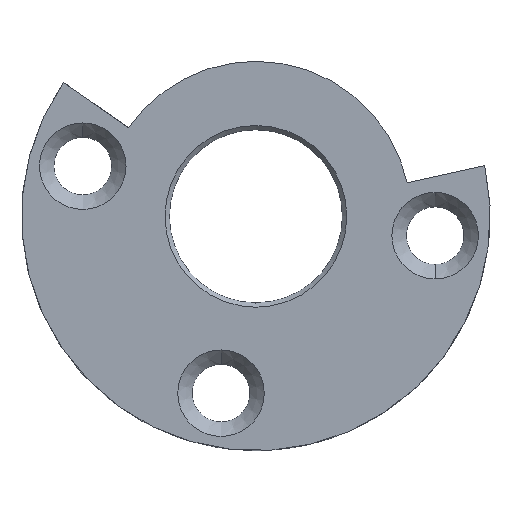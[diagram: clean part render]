
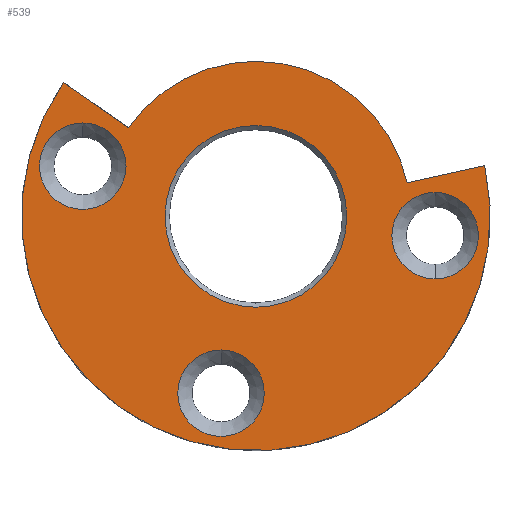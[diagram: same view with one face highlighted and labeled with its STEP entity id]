
A CAD part, left-side view. The second image highlights one B-rep face of the part: STEP entity #539.
In plain terms, the highlighted planar face has unit normal (-1, 0, 0).
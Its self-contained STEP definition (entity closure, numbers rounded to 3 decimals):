
#15 = EDGE_CURVE ( 'NONE', #1015, #297, #797, .T. ) ;
#37 = CIRCLE ( 'NONE', #938, 6.3 ) ;
#40 = ORIENTED_EDGE ( 'NONE', *, *, #710, .F. ) ;
#43 = CIRCLE ( 'NONE', #917, 3. ) ;
#46 = EDGE_CURVE ( 'NONE', #313, #123, #149, .T. ) ;
#61 = VERTEX_POINT ( 'NONE', #817 ) ;
#68 = CARTESIAN_POINT ( 'NONE',  ( 0., 2.419, -15.264 ) ) ;
#78 = DIRECTION ( 'NONE',  ( 0., 0., -1. ) ) ;
#88 = AXIS2_PLACEMENT_3D ( 'NONE', #556, #497, #967 ) ;
#91 = ORIENTED_EDGE ( 'NONE', *, *, #380, .F. ) ;
#95 = CARTESIAN_POINT ( 'NONE',  ( 0., 0., 6.3 ) ) ;
#98 = CARTESIAN_POINT ( 'NONE',  ( 0., -10.495, 2.328 ) ) ;
#123 = VERTEX_POINT ( 'NONE', #897 ) ;
#124 = ORIENTED_EDGE ( 'NONE', *, *, #788, .T. ) ;
#135 = ORIENTED_EDGE ( 'NONE', *, *, #46, .F. ) ;
#137 = FACE_BOUND ( 'NONE', #285, .T. ) ;
#142 = DIRECTION ( 'NONE',  ( 0., 0., -1. ) ) ;
#148 = DIRECTION ( 'NONE',  ( 1., 0., 0. ) ) ;
#149 = CIRCLE ( 'NONE', #607, 10.75 ) ;
#157 = EDGE_CURVE ( 'NONE', #557, #544, #990, .T. ) ;
#162 = DIRECTION ( 'NONE',  ( 1., 0., 0. ) ) ;
#166 = CIRCLE ( 'NONE', #757, 10.75 ) ;
#169 = CARTESIAN_POINT ( 'NONE',  ( 0., -12.428, -1.341 ) ) ;
#174 = CARTESIAN_POINT ( 'NONE',  ( 0., 0., 0. ) ) ;
#196 = AXIS2_PLACEMENT_3D ( 'NONE', #572, #1032, #312 ) ;
#212 = CIRCLE ( 'NONE', #88, 6.3 ) ;
#217 = ORIENTED_EDGE ( 'NONE', *, *, #908, .T. ) ;
#219 = DIRECTION ( 'NONE',  ( 1., 0., 0. ) ) ;
#222 = EDGE_CURVE ( 'NONE', #297, #1015, #43, .T. ) ;
#226 = AXIS2_PLACEMENT_3D ( 'NONE', #873, #323, #142 ) ;
#241 = AXIS2_PLACEMENT_3D ( 'NONE', #819, #906, #417 ) ;
#253 = VERTEX_POINT ( 'NONE', #468 ) ;
#259 = CARTESIAN_POINT ( 'NONE',  ( 0., 8.825, 6.138 ) ) ;
#285 = EDGE_LOOP ( 'NONE', ( #217, #603 ) ) ;
#296 = DIRECTION ( 'NONE',  ( 0., 0., -1. ) ) ;
#297 = VERTEX_POINT ( 'NONE', #68 ) ;
#308 = VECTOR ( 'NONE', #985, 1000. ) ;
#312 = DIRECTION ( 'NONE',  ( 0., 0., -1. ) ) ;
#313 = VERTEX_POINT ( 'NONE', #488 ) ;
#317 = FACE_BOUND ( 'NONE', #1009, .T. ) ;
#321 = DIRECTION ( 'NONE',  ( 0., 0., -1. ) ) ;
#323 = DIRECTION ( 'NONE',  ( 1., 0., 0. ) ) ;
#331 = FACE_BOUND ( 'NONE', #693, .T. ) ;
#352 = LINE ( 'NONE', #259, #308 ) ;
#380 = EDGE_CURVE ( 'NONE', #730, #441, #686, .T. ) ;
#417 = DIRECTION ( 'NONE',  ( 0., 0., -1. ) ) ;
#441 = VERTEX_POINT ( 'NONE', #588 ) ;
#448 = VERTEX_POINT ( 'NONE', #95 ) ;
#468 = CARTESIAN_POINT ( 'NONE',  ( 0., 12.006, 6.478 ) ) ;
#474 = PLANE ( 'NONE',  #581 ) ;
#476 = VERTEX_POINT ( 'NONE', #980 ) ;
#488 = CARTESIAN_POINT ( 'NONE',  ( 0., 0., 10.75 ) ) ;
#492 = CARTESIAN_POINT ( 'NONE',  ( 0., 12.006, 3.478 ) ) ;
#496 = EDGE_CURVE ( 'NONE', #441, #61, #352, .T. ) ;
#497 = DIRECTION ( 'NONE',  ( 1., 0., 0. ) ) ;
#505 = AXIS2_PLACEMENT_3D ( 'NONE', #492, #148, #78 ) ;
#515 = DIRECTION ( 'NONE',  ( 1., 0., 0. ) ) ;
#516 = LINE ( 'NONE', #98, #957 ) ;
#520 = AXIS2_PLACEMENT_3D ( 'NONE', #169, #550, #887 ) ;
#521 = DIRECTION ( 'NONE',  ( 0., 0., -1. ) ) ;
#531 = ORIENTED_EDGE ( 'NONE', *, *, #982, .F. ) ;
#532 = AXIS2_PLACEMENT_3D ( 'NONE', #667, #515, #1000 ) ;
#539 = ADVANCED_FACE ( 'NONE', ( #137, #331, #317, #564, #552 ), #474, .F. ) ;
#544 = VERTEX_POINT ( 'NONE', #558 ) ;
#550 = DIRECTION ( 'NONE',  ( 1., 0., 0. ) ) ;
#552 = FACE_OUTER_BOUND ( 'NONE', #713, .T. ) ;
#556 = CARTESIAN_POINT ( 'NONE',  ( 0., 0., 0. ) ) ;
#557 = VERTEX_POINT ( 'NONE', #1037 ) ;
#558 = CARTESIAN_POINT ( 'NONE',  ( 0., -12.428, -4.341 ) ) ;
#564 = FACE_BOUND ( 'NONE', #685, .T. ) ;
#572 = CARTESIAN_POINT ( 'NONE',  ( 0., 0., 0. ) ) ;
#581 = AXIS2_PLACEMENT_3D ( 'NONE', #636, #706, #876 ) ;
#585 = DIRECTION ( 'NONE',  ( 1., 0., 0. ) ) ;
#588 = CARTESIAN_POINT ( 'NONE',  ( 0., 13.34, 9.279 ) ) ;
#601 = CARTESIAN_POINT ( 'NONE',  ( 0., -15.864, 3.519 ) ) ;
#603 = ORIENTED_EDGE ( 'NONE', *, *, #834, .T. ) ;
#607 = AXIS2_PLACEMENT_3D ( 'NONE', #640, #162, #321 ) ;
#615 = ORIENTED_EDGE ( 'NONE', *, *, #15, .T. ) ;
#621 = CARTESIAN_POINT ( 'NONE',  ( 0., 0., 0. ) ) ;
#636 = CARTESIAN_POINT ( 'NONE',  ( 0., 0., 0. ) ) ;
#640 = CARTESIAN_POINT ( 'NONE',  ( 0., 0., 0. ) ) ;
#653 = CIRCLE ( 'NONE', #226, 3. ) ;
#667 = CARTESIAN_POINT ( 'NONE',  ( 0., -12.428, -1.341 ) ) ;
#675 = CARTESIAN_POINT ( 'NONE',  ( 0., 2.419, -12.264 ) ) ;
#685 = EDGE_LOOP ( 'NONE', ( #615, #1040 ) ) ;
#686 = CIRCLE ( 'NONE', #196, 16.25 ) ;
#693 = EDGE_LOOP ( 'NONE', ( #1006, #853 ) ) ;
#706 = DIRECTION ( 'NONE',  ( 1., 0., 0. ) ) ;
#710 = EDGE_CURVE ( 'NONE', #61, #313, #166, .T. ) ;
#713 = EDGE_LOOP ( 'NONE', ( #40, #1039, #91, #531, #135 ) ) ;
#730 = VERTEX_POINT ( 'NONE', #601 ) ;
#732 = CARTESIAN_POINT ( 'NONE',  ( 0., 0., -6.3 ) ) ;
#746 = DIRECTION ( 'NONE',  ( 1., 0., 0. ) ) ;
#757 = AXIS2_PLACEMENT_3D ( 'NONE', #621, #219, #296 ) ;
#788 = EDGE_CURVE ( 'NONE', #544, #557, #839, .T. ) ;
#797 = CIRCLE ( 'NONE', #241, 3. ) ;
#804 = EDGE_CURVE ( 'NONE', #253, #476, #975, .T. ) ;
#810 = EDGE_CURVE ( 'NONE', #476, #253, #653, .T. ) ;
#817 = CARTESIAN_POINT ( 'NONE',  ( 0., 8.825, 6.138 ) ) ;
#819 = CARTESIAN_POINT ( 'NONE',  ( 0., 2.419, -12.264 ) ) ;
#833 = DIRECTION ( 'NONE',  ( 0., -0.976, 0.217 ) ) ;
#834 = EDGE_CURVE ( 'NONE', #886, #448, #212, .T. ) ;
#837 = CARTESIAN_POINT ( 'NONE',  ( 0., 2.419, -9.264 ) ) ;
#839 = CIRCLE ( 'NONE', #520, 3. ) ;
#853 = ORIENTED_EDGE ( 'NONE', *, *, #810, .T. ) ;
#866 = ORIENTED_EDGE ( 'NONE', *, *, #157, .T. ) ;
#873 = CARTESIAN_POINT ( 'NONE',  ( 0., 12.006, 3.478 ) ) ;
#876 = DIRECTION ( 'NONE',  ( 0., 0., -1. ) ) ;
#886 = VERTEX_POINT ( 'NONE', #732 ) ;
#887 = DIRECTION ( 'NONE',  ( 0., 0., -1. ) ) ;
#897 = CARTESIAN_POINT ( 'NONE',  ( 0., -10.495, 2.328 ) ) ;
#906 = DIRECTION ( 'NONE',  ( 1., 0., 0. ) ) ;
#908 = EDGE_CURVE ( 'NONE', #448, #886, #37, .T. ) ;
#916 = DIRECTION ( 'NONE',  ( 0., 0., -1. ) ) ;
#917 = AXIS2_PLACEMENT_3D ( 'NONE', #675, #746, #521 ) ;
#938 = AXIS2_PLACEMENT_3D ( 'NONE', #174, #585, #916 ) ;
#957 = VECTOR ( 'NONE', #833, 1000. ) ;
#967 = DIRECTION ( 'NONE',  ( 0., 0., -1. ) ) ;
#975 = CIRCLE ( 'NONE', #505, 3. ) ;
#980 = CARTESIAN_POINT ( 'NONE',  ( 0., 12.006, 0.478 ) ) ;
#982 = EDGE_CURVE ( 'NONE', #123, #730, #516, .T. ) ;
#985 = DIRECTION ( 'NONE',  ( 0., -0.821, -0.571 ) ) ;
#990 = CIRCLE ( 'NONE', #532, 3. ) ;
#1000 = DIRECTION ( 'NONE',  ( 0., 0., -1. ) ) ;
#1006 = ORIENTED_EDGE ( 'NONE', *, *, #804, .T. ) ;
#1009 = EDGE_LOOP ( 'NONE', ( #866, #124 ) ) ;
#1015 = VERTEX_POINT ( 'NONE', #837 ) ;
#1032 = DIRECTION ( 'NONE',  ( 1., 0., 0. ) ) ;
#1037 = CARTESIAN_POINT ( 'NONE',  ( 0., -12.428, 1.659 ) ) ;
#1039 = ORIENTED_EDGE ( 'NONE', *, *, #496, .F. ) ;
#1040 = ORIENTED_EDGE ( 'NONE', *, *, #222, .T. ) ;
